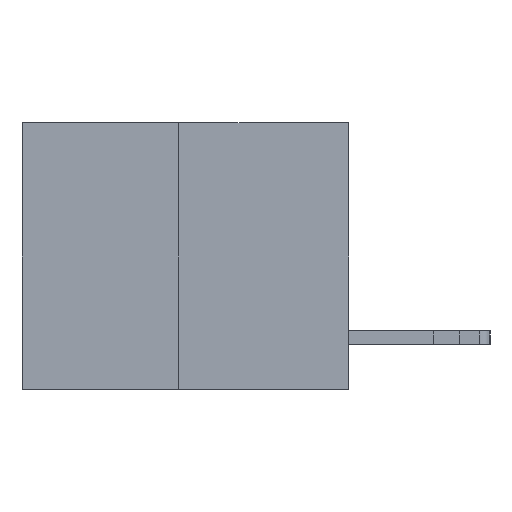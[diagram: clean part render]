
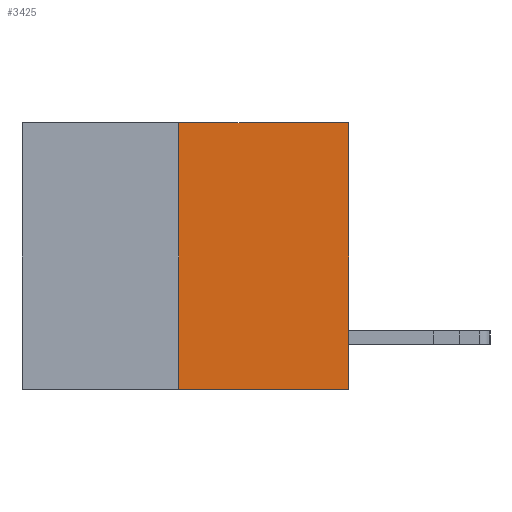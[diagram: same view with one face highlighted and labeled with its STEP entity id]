
A CAD part, left-side view. The second image highlights one B-rep face of the part: STEP entity #3425.
In plain terms, the highlighted planar face has unit normal (-1, 0, 0).
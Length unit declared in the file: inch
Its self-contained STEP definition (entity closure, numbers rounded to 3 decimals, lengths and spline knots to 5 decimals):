
#1216 = CARTESIAN_POINT ( 'NONE',  ( 0., 0.6, -0.49 ) ) ;
#1290 = DIRECTION ( 'NONE',  ( 0., -1., 0. ) ) ;
#1525 = EDGE_CURVE ( 'NONE', #7439, #19893, #17316, .T. ) ;
#3425 = ADVANCED_FACE ( 'NONE', ( #21086 ), #12967, .F. ) ;
#4554 = LINE ( 'NONE', #10886, #23646 ) ;
#4687 = CARTESIAN_POINT ( 'NONE',  ( 0., 0.312, 0. ) ) ;
#4806 = CARTESIAN_POINT ( 'NONE',  ( 0., 0., -0.49 ) ) ;
#5826 = VERTEX_POINT ( 'NONE', #5961 ) ;
#5961 = CARTESIAN_POINT ( 'NONE',  ( 0., 0., 0. ) ) ;
#6091 = LINE ( 'NONE', #17044, #16802 ) ;
#7439 = VERTEX_POINT ( 'NONE', #13823 ) ;
#9385 = ORIENTED_EDGE ( 'NONE', *, *, #19517, .T. ) ;
#10807 = ORIENTED_EDGE ( 'NONE', *, *, #22503, .F. ) ;
#10886 = CARTESIAN_POINT ( 'NONE',  ( 0., 0., 0. ) ) ;
#12370 = VECTOR ( 'NONE', #1290, 39.37008 ) ;
#12967 = PLANE ( 'NONE',  #16208 ) ;
#13074 = EDGE_CURVE ( 'NONE', #20371, #5826, #6091, .T. ) ;
#13823 = CARTESIAN_POINT ( 'NONE',  ( 0., 0.312, -0.49 ) ) ;
#14226 = DIRECTION ( 'NONE',  ( 0., 0., 1. ) ) ;
#14988 = CARTESIAN_POINT ( 'NONE',  ( 0., 0.6, 0. ) ) ;
#15481 = ORIENTED_EDGE ( 'NONE', *, *, #1525, .T. ) ;
#16208 = AXIS2_PLACEMENT_3D ( 'NONE', #14988, #22361, #20353 ) ;
#16662 = DIRECTION ( 'NONE',  ( 0., 0., 1. ) ) ;
#16802 = VECTOR ( 'NONE', #18566, 39.37008 ) ;
#16950 = ORIENTED_EDGE ( 'NONE', *, *, #13074, .F. ) ;
#17044 = CARTESIAN_POINT ( 'NONE',  ( 0., 0.6, 0. ) ) ;
#17316 = LINE ( 'NONE', #1216, #12370 ) ;
#17990 = CARTESIAN_POINT ( 'NONE',  ( 0., 0.312, -0.49 ) ) ;
#18566 = DIRECTION ( 'NONE',  ( 0., -1., 0. ) ) ;
#19517 = EDGE_CURVE ( 'NONE', #19893, #5826, #4554, .T. ) ;
#19893 = VERTEX_POINT ( 'NONE', #4806 ) ;
#20353 = DIRECTION ( 'NONE',  ( 0., 0., -1. ) ) ;
#20371 = VERTEX_POINT ( 'NONE', #4687 ) ;
#20552 = VECTOR ( 'NONE', #14226, 39.37008 ) ;
#21086 = FACE_OUTER_BOUND ( 'NONE', #21746, .T. ) ;
#21746 = EDGE_LOOP ( 'NONE', ( #10807, #15481, #9385, #16950 ) ) ;
#22361 = DIRECTION ( 'NONE',  ( 1., 0., 0. ) ) ;
#22503 = EDGE_CURVE ( 'NONE', #7439, #20371, #22796, .T. ) ;
#22796 = LINE ( 'NONE', #17990, #20552 ) ;
#23646 = VECTOR ( 'NONE', #16662, 39.37008 ) ;
